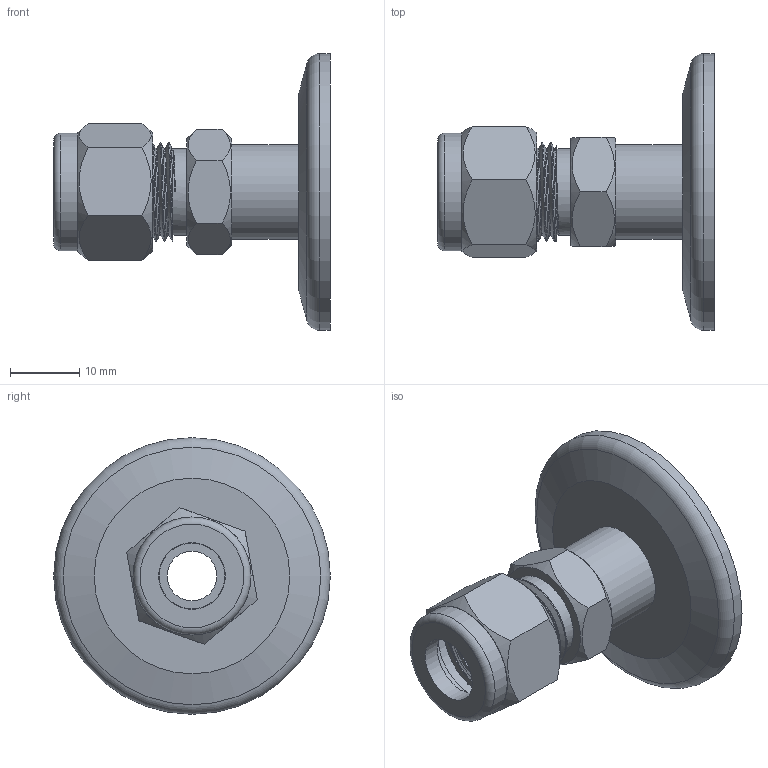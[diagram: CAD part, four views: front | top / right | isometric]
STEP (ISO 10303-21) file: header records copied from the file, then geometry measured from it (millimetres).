
FILE_DESCRIPTION (( 'STEP AP214' ), '1' );
FILE_NAME ('1KF25DB3-8FULLVAC.STEP', '2025-07-02T14:25:07', ( '' ), ( '' ), 'SwSTEP 2.0', 'SolidWorks 2017', '' );
FILE_SCHEMA (( 'AUTOMOTIVE_DESIGN' ));
Length unit declared in the file: millimetre
Products named in the file (1): 1KF25DB3-8FULLVAC
Bounding box: 40 x 40 x 40 mm (x, y, z)
Surface area: 7145.2 mm2 (no closed solid volume)
Topology: 0 solids, 4 shells, 61 faces, 151 edges, 100 vertices
Faces by surface type: plane 26, cylinder 12, bspline 11, cone 8, torus 4
Full cylindrical faces by diameter (mm): 7.2 x1, 9.65 x1, 11 x1, 12.56 x1, 12.8 x1, 13.7 x1, 15 x1, 17 x1, 17.08 x1, 19.5 x1, 26.2 x1, 40 x1
Entity records: 8013 total; most frequent: CARTESIAN_POINT 6160, ORIENTED_EDGE 218, DIRECTION 200, EDGE_CURVE 121, EDGE_LOOP 98, VERTEX_POINT 94, AXIS2_PLACEMENT_3D 92, FACE_OUTER_BOUND 77
